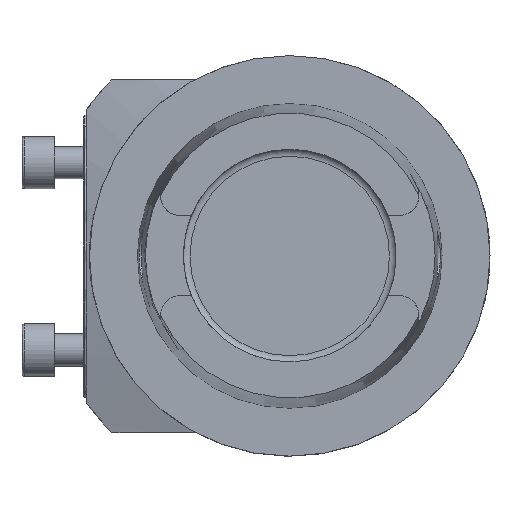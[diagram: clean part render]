
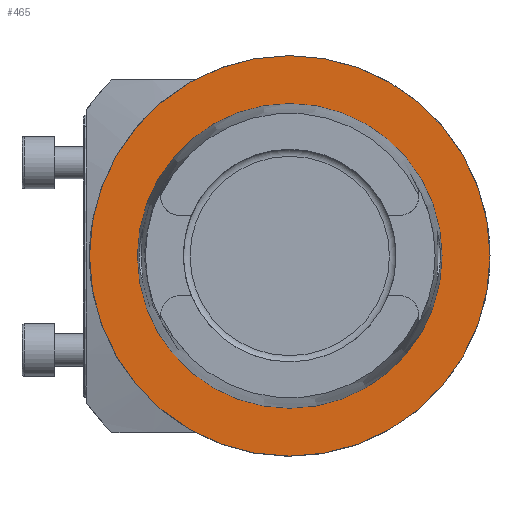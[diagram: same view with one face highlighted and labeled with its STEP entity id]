
A CAD part, top view. The second image highlights one B-rep face of the part: STEP entity #465.
In plain terms, the highlighted planar face has unit normal (0, 0, 1).
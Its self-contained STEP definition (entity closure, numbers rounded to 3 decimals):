
#189=FACE_BOUND('',#850,.T.);
#190=FACE_BOUND('',#851,.T.);
#315=CIRCLE('',#2820,38.008);
#322=CIRCLE('',#2833,49.965);
#465=ADVANCED_FACE('',(#189,#190),#574,.F.);
#574=PLANE('',#2834);
#850=EDGE_LOOP('',(#1314));
#851=EDGE_LOOP('',(#1315));
#1314=ORIENTED_EDGE('',*,*,#2100,.F.);
#1315=ORIENTED_EDGE('',*,*,#2083,.T.);
#1777=VERTEX_POINT('',#4287);
#1790=VERTEX_POINT('',#4335);
#2083=EDGE_CURVE('',#1777,#1777,#315,.T.);
#2100=EDGE_CURVE('',#1790,#1790,#322,.T.);
#2820=AXIS2_PLACEMENT_3D('',#4286,#3390,#3391);
#2833=AXIS2_PLACEMENT_3D('',#4334,#3422,#3423);
#2834=AXIS2_PLACEMENT_3D('',#4336,#3424,#3425);
#3390=DIRECTION('',(0.,0.,-1.));
#3391=DIRECTION('',(1.,0.,0.));
#3422=DIRECTION('',(0.,0.,-1.));
#3423=DIRECTION('',(1.,0.,0.));
#3424=DIRECTION('',(0.,0.,-1.));
#3425=DIRECTION('',(1.,0.,0.));
#4286=CARTESIAN_POINT('',(0.,0.,0.));
#4287=CARTESIAN_POINT('',(38.008,0.,0.));
#4334=CARTESIAN_POINT('',(0.,0.,0.));
#4335=CARTESIAN_POINT('',(49.965,0.,0.));
#4336=CARTESIAN_POINT('',(0.,-39.062,0.));
